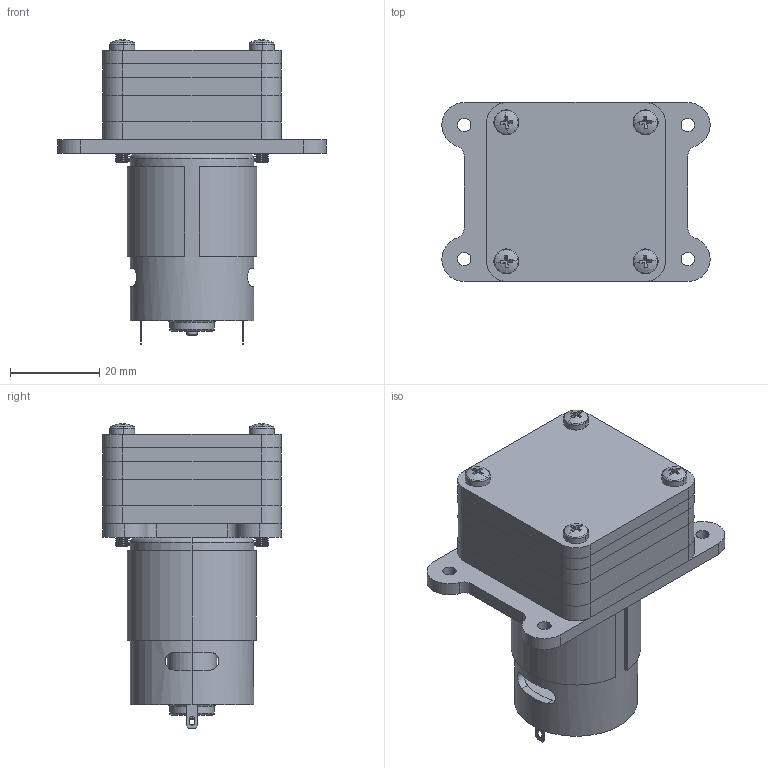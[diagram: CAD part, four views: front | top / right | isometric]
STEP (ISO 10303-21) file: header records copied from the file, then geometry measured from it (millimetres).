
FILE_DESCRIPTION (( 'STEP AP214' ), '1' );
FILE_NAME ('Bomba-Peristaltica-Robocore-STEP.STEP', '2020-08-14T00:12:20', ( '' ), ( '' ), 'SwSTEP 2.0', 'SolidWorks 2013', '' );
FILE_SCHEMA (( 'AUTOMOTIVE_DESIGN' ));
Length unit declared in the file: millimetre
Products named in the file (1): Bomba-Peristaltica-Robocore-STEP
Bounding box: 60 x 40 x 68.07 mm (x, y, z)
Volume: 53207.6 mm3; surface area: 33876.1 mm2
Topology: 21 solids, 21 shells, 1829 faces, 4781 edges, 3002 vertices
Faces by surface type: cone 910, cylinder 650, plane 235, torus 26, sphere 8
Entity records: 77740 total; most frequent: DIRECTION 11199, CARTESIAN_POINT 9919, ORIENTED_EDGE 9546, EDGE_CURVE 4773, AXIS2_PLACEMENT_3D 4630, VERTEX_POINT 3002, CIRCLE 2800, EDGE_LOOP 1947
